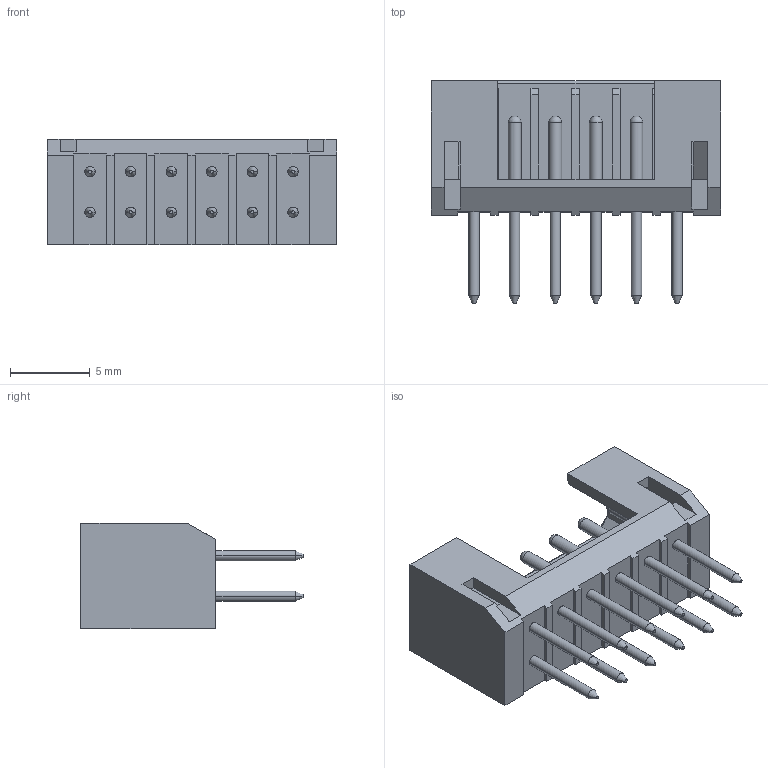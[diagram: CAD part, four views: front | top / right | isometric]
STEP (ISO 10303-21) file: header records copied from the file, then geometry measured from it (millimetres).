
FILE_DESCRIPTION((''),'2;1');
FILE_NAME('F2JL23-S12SD000-01','2023-10-24T',('工程三'),(''),'PRO/ENGINEER BY PARAMETRIC TECHNOLOGY CORPORATION, 2010280','PRO/ENGINEER BY PARAMETRIC TECHNOLOGY CORPORATION, 2010280','');
FILE_SCHEMA(('CONFIG_CONTROL_DESIGN'));
Length unit declared in the file: millimetre
Products named in the file (1): F2JL23-S12SD000-01
Bounding box: 18.1 x 13.9 x 6.6 mm (x, y, z)
Volume: 460.9 mm3; surface area: 1067.4 mm2
Topology: 1 solids, 1 shells, 190 faces, 480 edges, 288 vertices
Faces by surface type: plane 94, cylinder 48, sphere 24, cone 24
Entity records: 5526 total; most frequent: DIRECTION 980, CARTESIAN_POINT 934, ORIENTED_EDGE 912, EDGE_CURVE 456, AXIS2_PLACEMENT_3D 334, VECTOR 312, LINE 312, VERTEX_POINT 288
